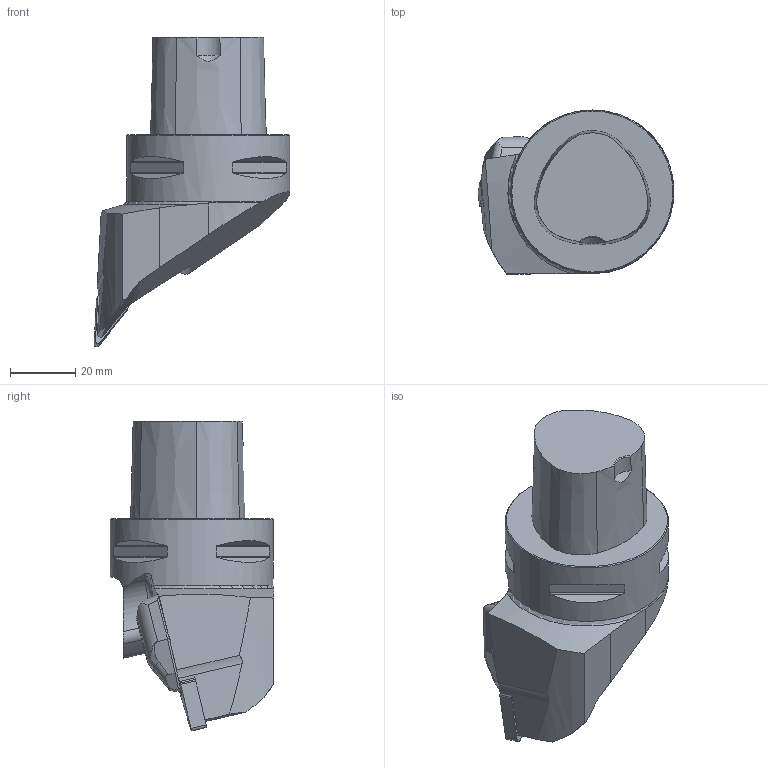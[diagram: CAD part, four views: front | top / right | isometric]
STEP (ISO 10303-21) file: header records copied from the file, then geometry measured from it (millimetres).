
FILE_DESCRIPTION(/* description */ (''),/* implementation_level */ '2;1');
FILE_NAME(/* name */ 'TOOLASSEMBLY_1.STP',/* time_stamp */ '2023-11-15T15:45:21+01:00',/* author */ (''),/* organization */ ('SMS'),/* preprocessor_version */ 'ST-DEVELOPER v16.7',/* originating_system */ 'SIEMENS PLM Software NX 12.0',/* authorisation */ '');
FILE_SCHEMA (('AUTOMOTIVE_DESIGN { 1 0 10303 214 3 1 1 1 }'));
Length unit declared in the file: millimetre
Products named in the file (4): ASSEMBLY_CONSTRUCTION; IsoTurningInsert; NOCUT_20231115154335; TOOLASSEMBLY_1
Assembly tree (3 placements, depth 2):
  TOOLASSEMBLY_1
    NOCUT_20231115154335
    IsoTurningInsert
    ASSEMBLY_CONSTRUCTION
Bounding box: 60 x 50.2 x 95 mm (x, y, z)
Volume: 103540.8 mm3; surface area: 15757.7 mm2
Topology: 2 solids, 2 shells, 111 faces, 296 edges, 198 vertices
Faces by surface type: plane 54, cylinder 38, cone 10, torus 7, bspline 2
Full cylindrical faces by diameter (mm): 3.81 x1, 50 x1
Entity records: 4041 total; most frequent: CARTESIAN_POINT 1152, ORIENTED_EDGE 582, DIRECTION 567, EDGE_CURVE 291, AXIS2_PLACEMENT_3D 211, VERTEX_POINT 192, LINE 145, VECTOR 145
